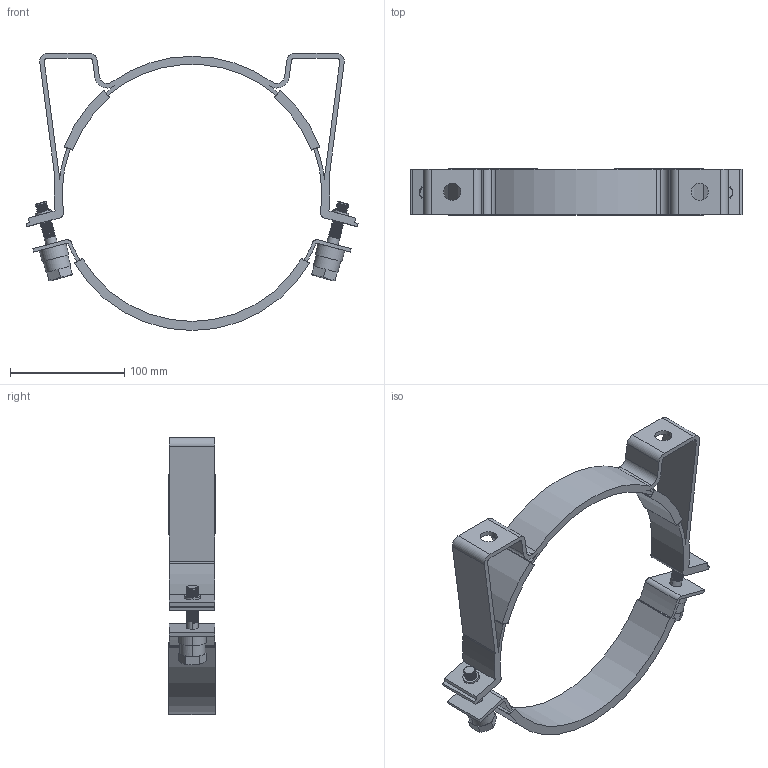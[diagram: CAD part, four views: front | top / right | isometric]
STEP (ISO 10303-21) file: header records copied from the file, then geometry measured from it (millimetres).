
FILE_DESCRIPTION (( 'STEP AP214' ), '1' );
FILE_NAME ('pipe clamp ø200 up to ø230.STEP', '2021-03-08T09:36:35', ( '' ), ( '' ), 'SwSTEP 2.0', 'SolidWorks 2017', '' );
FILE_SCHEMA (( 'AUTOMOTIVE_DESIGN' ));
Length unit declared in the file: millimetre
Products named in the file (1): pipe clamp ø200 up to ø230
Bounding box: 290 x 40.5 x 242 mm (x, y, z)
Volume: 290741.5 mm3; surface area: 118179.2 mm2
Topology: 4 solids, 4 shells, 306 faces, 814 edges, 520 vertices
Faces by surface type: cylinder 188, plane 104, bspline 6, torus 4, cone 4
Entity records: 16602 total; most frequent: CARTESIAN_POINT 8387, ORIENTED_EDGE 1628, DIRECTION 1394, EDGE_CURVE 814, VERTEX_POINT 520, AXIS2_PLACEMENT_3D 503, LINE 388, VECTOR 388
